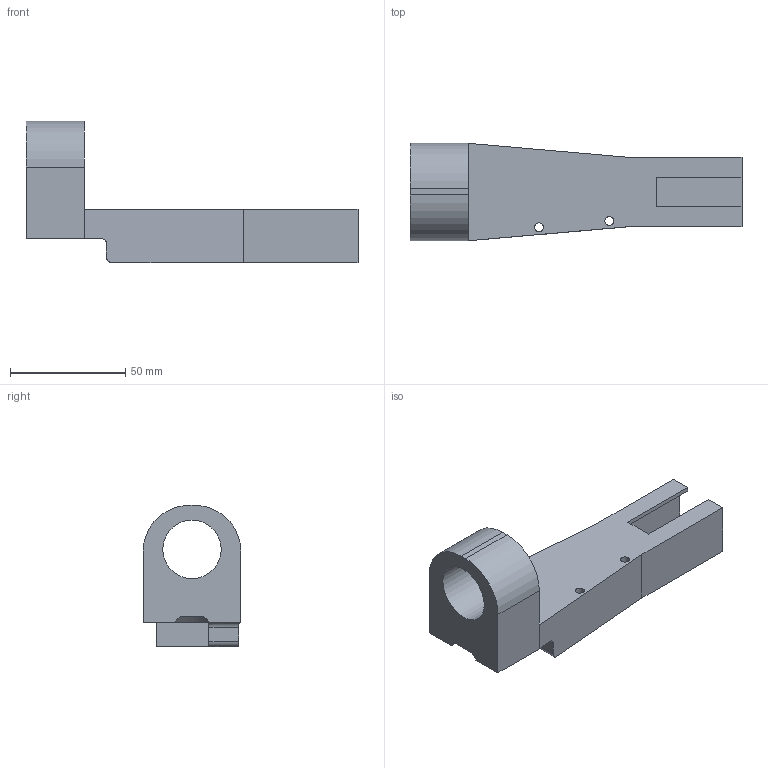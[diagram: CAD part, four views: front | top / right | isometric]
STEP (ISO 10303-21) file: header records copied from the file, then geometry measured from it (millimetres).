
FILE_DESCRIPTION(/* description */ (''),/* implementation_level */ '2;1');
FILE_NAME(/* name */ 'Main Plate2.stp',/* time_stamp */ '2025-05-18T22:24:03-04:00',/* author */ ('alexa'),/* organization */ (''),/* preprocessor_version */ 'ST-DEVELOPER v20',/* originating_system */ 'Autodesk Inventor 2025',/* authorisation */ '');
FILE_SCHEMA (('AUTOMOTIVE_DESIGN { 1 0 10303 214 3 1 1 }'));
Length unit declared in the file: inch
Products named in the file (1): Main Plate2
Bounding box: 144.26 x 42.32 x 61.34 mm (x, y, z)
Volume: 84328 mm3; surface area: 27417.5 mm2
Topology: 1 solids, 1 shells, 55 faces, 152 edges, 100 vertices
Faces by surface type: plane 44, cylinder 10, cone 1
Full cylindrical faces by diameter (mm): 3.861 x2, 25.4 x1
Entity records: 1794 total; most frequent: CARTESIAN_POINT 321, ORIENTED_EDGE 304, DIRECTION 283, EDGE_CURVE 152, LINE 123, VECTOR 123, VERTEX_POINT 100, AXIS2_PLACEMENT_3D 80
